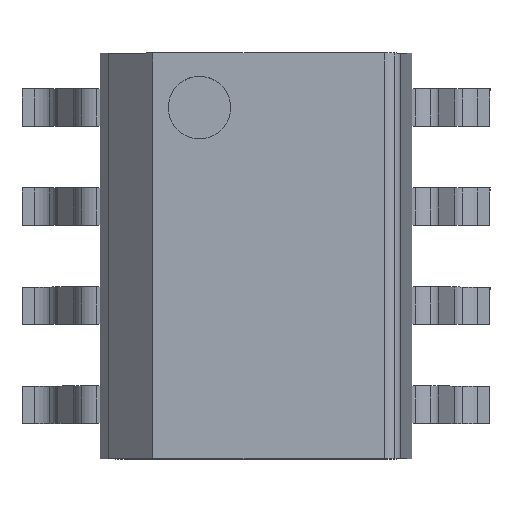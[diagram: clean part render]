
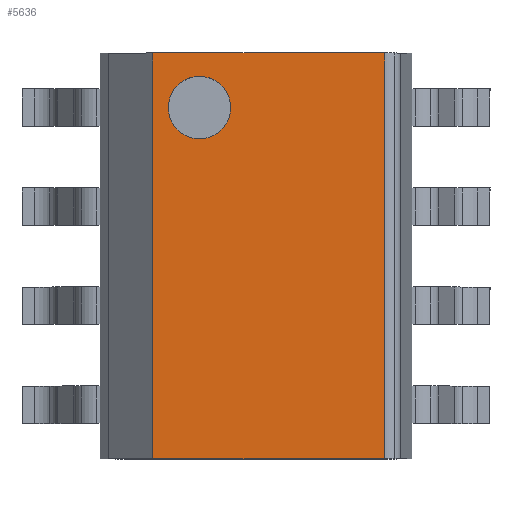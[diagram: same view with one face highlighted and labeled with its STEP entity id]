
A CAD part, top view. The second image highlights one B-rep face of the part: STEP entity #5636.
In plain terms, the highlighted planar face has unit normal (0, 0, 1).
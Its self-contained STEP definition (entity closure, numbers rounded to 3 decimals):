
#5383=CARTESIAN_POINT('',(-1.125,1.9,3.3));
#5384=VERTEX_POINT('',#5383);
#5400=CARTESIAN_POINT('',(-0.325,1.9,3.3));
#5401=VERTEX_POINT('',#5400);
#5408=CARTESIAN_POINT('',(-0.725,1.9,3.3));
#5409=DIRECTION('',(0.0,0.0,-1.0));
#5410=DIRECTION('',(-1.0,0.0,0.0));
#5411=AXIS2_PLACEMENT_3D('',#5408,#5409,#5410);
#5412=CIRCLE('',#5411,0.4);
#5413=EDGE_CURVE('',#5384,#5401,#5412,.T.);
#5424=CARTESIAN_POINT('',(-0.725,1.9,3.3));
#5425=DIRECTION('',(0.0,0.0,-1.0));
#5426=DIRECTION('',(-1.0,0.0,0.0));
#5427=AXIS2_PLACEMENT_3D('',#5424,#5425,#5426);
#5428=CIRCLE('',#5427,0.4);
#5429=EDGE_CURVE('',#5401,#5384,#5428,.T.);
#5575=CARTESIAN_POINT('',(1.648,2.6,3.3));
#5576=VERTEX_POINT('',#5575);
#5584=CARTESIAN_POINT('',(1.648,-2.6,3.3));
#5585=VERTEX_POINT('',#5584);
#5586=CARTESIAN_POINT('',(1.648,-2.6,3.3));
#5587=DIRECTION('',(0.0,1.0,0.0));
#5588=VECTOR('',#5587,5.2);
#5589=LINE('',#5586,#5588);
#5590=EDGE_CURVE('',#5585,#5576,#5589,.T.);
#5602=CARTESIAN_POINT('',(1.648,-2.6,3.3));
#5603=DIRECTION('',(0.0,0.0,1.0));
#5604=DIRECTION('',(1.0,0.0,0.0));
#5605=AXIS2_PLACEMENT_3D('',#5602,#5603,#5604);
#5606=PLANE('',#5605);
#5607=CARTESIAN_POINT('',(-1.325,2.6,3.3));
#5608=VERTEX_POINT('',#5607);
#5609=CARTESIAN_POINT('',(1.648,2.6,3.3));
#5610=DIRECTION('',(-1.0,0.0,0.0));
#5611=VECTOR('',#5610,2.973);
#5612=LINE('',#5609,#5611);
#5613=EDGE_CURVE('',#5576,#5608,#5612,.T.);
#5614=ORIENTED_EDGE('',*,*,#5613,.T.);
#5615=CARTESIAN_POINT('',(-1.325,-2.6,3.3));
#5616=VERTEX_POINT('',#5615);
#5617=CARTESIAN_POINT('',(-1.325,-2.6,3.3));
#5618=DIRECTION('',(0.0,1.0,0.0));
#5619=VECTOR('',#5618,5.2);
#5620=LINE('',#5617,#5619);
#5621=EDGE_CURVE('',#5616,#5608,#5620,.T.);
#5622=ORIENTED_EDGE('',*,*,#5621,.F.);
#5623=CARTESIAN_POINT('',(1.648,-2.6,3.3));
#5624=DIRECTION('',(-1.0,0.0,0.0));
#5625=VECTOR('',#5624,2.973);
#5626=LINE('',#5623,#5625);
#5627=EDGE_CURVE('',#5585,#5616,#5626,.T.);
#5628=ORIENTED_EDGE('',*,*,#5627,.F.);
#5629=ORIENTED_EDGE('',*,*,#5590,.T.);
#5630=EDGE_LOOP('',(#5614,#5622,#5628,#5629));
#5631=FACE_OUTER_BOUND('',#5630,.T.);
#5632=ORIENTED_EDGE('',*,*,#5413,.T.);
#5633=ORIENTED_EDGE('',*,*,#5429,.T.);
#5634=EDGE_LOOP('',(#5632,#5633));
#5635=FACE_BOUND('',#5634,.T.);
#5636=ADVANCED_FACE('',(#5631,#5635),#5606,.T.);
